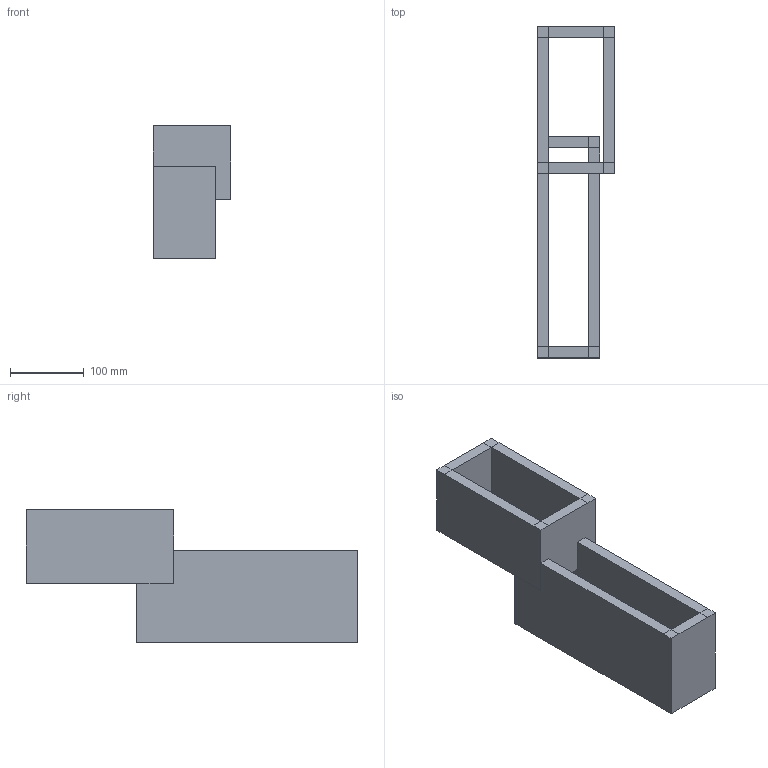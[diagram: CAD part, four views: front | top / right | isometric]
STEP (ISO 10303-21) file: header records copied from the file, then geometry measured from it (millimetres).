
FILE_DESCRIPTION(/* description */ (''),/* implementation_level */ '2;1');
FILE_NAME(/* name */ 'T269_P~1',/* time_stamp */ '2021-01-26T10:16:08+01:00',/* author */ (''),/* organization */ (''),/* preprocessor_version */ 'ST-DEVELOPER v16.5',/* originating_system */ '',/* authorisation */ '');
FILE_SCHEMA (('AUTOMOTIVE_DESIGN'));
Length unit declared in the file: millimetre
Products named in the file (1): Document
Bounding box: 105 x 450 x 180 mm (x, y, z)
Volume: 2112375 mm3; surface area: 314800 mm2
Topology: 1 solids, 1 shells, 48 faces, 126 edges, 74 vertices
Faces by surface type: plane 48
Entity records: 1269 total; most frequent: CARTESIAN_POINT 378, ORIENTED_EDGE 252, EDGE_CURVE 126, B_SPLINE_CURVE_WITH_KNOTS 126, VERTEX_POINT 74, DIRECTION 52, AXIS2_PLACEMENT_3D 50, ADVANCED_FACE 48
